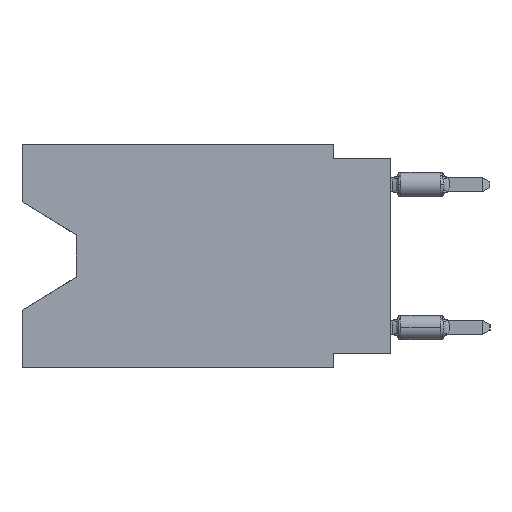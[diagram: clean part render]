
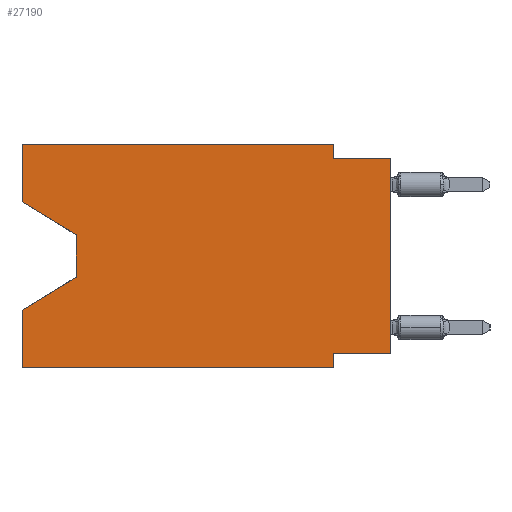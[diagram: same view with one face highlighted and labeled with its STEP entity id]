
A CAD part, left-side view. The second image highlights one B-rep face of the part: STEP entity #27190.
In plain terms, the highlighted planar face has unit normal (-1, 0, 0).
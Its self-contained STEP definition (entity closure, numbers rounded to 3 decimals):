
#122 = ORIENTED_EDGE ( 'NONE', *, *, #30232, .T. ) ;
#669 = CARTESIAN_POINT ( 'NONE',  ( 0., 0., -0.635 ) ) ;
#862 = CARTESIAN_POINT ( 'NONE',  ( 0., 2.54, -9.271 ) ) ;
#1006 = CARTESIAN_POINT ( 'NONE',  ( 0., 16.383, -2.546 ) ) ;
#1148 = VERTEX_POINT ( 'NONE', #34249 ) ;
#2175 = DIRECTION ( 'NONE',  ( 0., 0.855, -0.519 ) ) ;
#2455 = LINE ( 'NONE', #37807, #15487 ) ;
#3074 = VERTEX_POINT ( 'NONE', #9559 ) ;
#3321 = AXIS2_PLACEMENT_3D ( 'NONE', #20434, #26229, #4981 ) ;
#3329 = EDGE_CURVE ( 'NONE', #20137, #30590, #31560, .T. ) ;
#3981 = DIRECTION ( 'NONE',  ( 0., 0., -1. ) ) ;
#4098 = EDGE_CURVE ( 'NONE', #34657, #31413, #2455, .T. ) ;
#4263 = DIRECTION ( 'NONE',  ( 0., 0., 1. ) ) ;
#4981 = DIRECTION ( 'NONE',  ( 0., 0., -1. ) ) ;
#5093 = DIRECTION ( 'NONE',  ( 0., 0., 1. ) ) ;
#5124 = VECTOR ( 'NONE', #18042, 1000. ) ;
#5286 = EDGE_LOOP ( 'NONE', ( #32779, #5565, #12348, #10928, #122, #22779, #28123, #33792, #17598, #25139, #27999, #7284 ) ) ;
#5450 = CARTESIAN_POINT ( 'NONE',  ( 0., 16.383, -2.546 ) ) ;
#5565 = ORIENTED_EDGE ( 'NONE', *, *, #26350, .T. ) ;
#5641 = VERTEX_POINT ( 'NONE', #5450 ) ;
#5654 = VERTEX_POINT ( 'NONE', #11796 ) ;
#5860 = CARTESIAN_POINT ( 'NONE',  ( 0., 16.383, 0. ) ) ;
#6136 = LINE ( 'NONE', #29124, #32629 ) ;
#6578 = VERTEX_POINT ( 'NONE', #17322 ) ;
#7284 = ORIENTED_EDGE ( 'NONE', *, *, #25491, .F. ) ;
#7772 = LINE ( 'NONE', #28061, #38019 ) ;
#8308 = VECTOR ( 'NONE', #26705, 1000. ) ;
#8751 = CARTESIAN_POINT ( 'NONE',  ( 0., 0., 0. ) ) ;
#9117 = LINE ( 'NONE', #1006, #8308 ) ;
#9559 = CARTESIAN_POINT ( 'NONE',  ( 0., 2.54, 0. ) ) ;
#10262 = EDGE_CURVE ( 'NONE', #1148, #3074, #34474, .T. ) ;
#10440 = CARTESIAN_POINT ( 'NONE',  ( 0., 16.383, 0. ) ) ;
#10928 = ORIENTED_EDGE ( 'NONE', *, *, #3329, .F. ) ;
#10943 = DIRECTION ( 'NONE',  ( 0., -1., 0. ) ) ;
#11796 = CARTESIAN_POINT ( 'NONE',  ( 0., 13.97, -4.013 ) ) ;
#11983 = VECTOR ( 'NONE', #36897, 1000. ) ;
#12143 = CARTESIAN_POINT ( 'NONE',  ( 0., 0., -9.271 ) ) ;
#12348 = ORIENTED_EDGE ( 'NONE', *, *, #35163, .T. ) ;
#13698 = VECTOR ( 'NONE', #4263, 1000. ) ;
#13786 = VECTOR ( 'NONE', #3981, 1000. ) ;
#14229 = DIRECTION ( 'NONE',  ( 0., -1., 0. ) ) ;
#15487 = VECTOR ( 'NONE', #14229, 1000. ) ;
#15950 = VERTEX_POINT ( 'NONE', #12143 ) ;
#16129 = LINE ( 'NONE', #18658, #13786 ) ;
#16350 = VERTEX_POINT ( 'NONE', #24033 ) ;
#16831 = CARTESIAN_POINT ( 'NONE',  ( 0., 16.383, -7.36 ) ) ;
#17313 = LINE ( 'NONE', #31598, #31947 ) ;
#17322 = CARTESIAN_POINT ( 'NONE',  ( 0., 13.97, -5.893 ) ) ;
#17598 = ORIENTED_EDGE ( 'NONE', *, *, #4098, .F. ) ;
#18042 = DIRECTION ( 'NONE',  ( 0., 0., 1. ) ) ;
#18551 = LINE ( 'NONE', #19122, #11983 ) ;
#18658 = CARTESIAN_POINT ( 'NONE',  ( 0., 13.97, -4.013 ) ) ;
#18807 = VECTOR ( 'NONE', #5093, 1000. ) ;
#19122 = CARTESIAN_POINT ( 'NONE',  ( 0., 0., -9.271 ) ) ;
#19402 = CARTESIAN_POINT ( 'NONE',  ( 0., 16.383, 0. ) ) ;
#19427 = CARTESIAN_POINT ( 'NONE',  ( 0., 16.383, -9.906 ) ) ;
#19522 = EDGE_CURVE ( 'NONE', #15950, #31434, #18551, .T. ) ;
#19820 = DIRECTION ( 'NONE',  ( 0., 0., -1. ) ) ;
#20066 = PLANE ( 'NONE',  #3321 ) ;
#20137 = VERTEX_POINT ( 'NONE', #19427 ) ;
#20320 = EDGE_CURVE ( 'NONE', #15950, #31413, #29622, .T. ) ;
#20434 = CARTESIAN_POINT ( 'NONE',  ( 0., 16.383, 0. ) ) ;
#21854 = LINE ( 'NONE', #10440, #13698 ) ;
#22629 = EDGE_CURVE ( 'NONE', #31434, #16350, #25616, .T. ) ;
#22779 = ORIENTED_EDGE ( 'NONE', *, *, #22629, .F. ) ;
#23524 = DIRECTION ( 'NONE',  ( 0., 0., -1. ) ) ;
#24033 = CARTESIAN_POINT ( 'NONE',  ( 0., 2.54, -9.906 ) ) ;
#25139 = ORIENTED_EDGE ( 'NONE', *, *, #31577, .F. ) ;
#25461 = FACE_OUTER_BOUND ( 'NONE', #5286, .T. ) ;
#25491 = EDGE_CURVE ( 'NONE', #5641, #1148, #21854, .T. ) ;
#25616 = LINE ( 'NONE', #35086, #26865 ) ;
#26229 = DIRECTION ( 'NONE',  ( 1., 0., 0. ) ) ;
#26350 = EDGE_CURVE ( 'NONE', #5654, #6578, #16129, .T. ) ;
#26705 = DIRECTION ( 'NONE',  ( 0., -0.855, -0.519 ) ) ;
#26865 = VECTOR ( 'NONE', #19820, 1000. ) ;
#27190 = ADVANCED_FACE ( 'NONE', ( #25461 ), #20066, .F. ) ;
#27884 = EDGE_CURVE ( 'NONE', #5641, #5654, #9117, .T. ) ;
#27999 = ORIENTED_EDGE ( 'NONE', *, *, #10262, .F. ) ;
#28061 = CARTESIAN_POINT ( 'NONE',  ( 0., 13.97, -5.893 ) ) ;
#28123 = ORIENTED_EDGE ( 'NONE', *, *, #19522, .F. ) ;
#28614 = VECTOR ( 'NONE', #28654, 1000. ) ;
#28654 = DIRECTION ( 'NONE',  ( 0., -1., 0. ) ) ;
#29124 = CARTESIAN_POINT ( 'NONE',  ( 0., 2.54, 0. ) ) ;
#29622 = LINE ( 'NONE', #8751, #5124 ) ;
#30232 = EDGE_CURVE ( 'NONE', #20137, #16350, #17313, .T. ) ;
#30590 = VERTEX_POINT ( 'NONE', #16831 ) ;
#31413 = VERTEX_POINT ( 'NONE', #669 ) ;
#31434 = VERTEX_POINT ( 'NONE', #862 ) ;
#31560 = LINE ( 'NONE', #5860, #18807 ) ;
#31577 = EDGE_CURVE ( 'NONE', #3074, #34657, #6136, .T. ) ;
#31598 = CARTESIAN_POINT ( 'NONE',  ( 0., 16.383, -9.906 ) ) ;
#31947 = VECTOR ( 'NONE', #10943, 1000. ) ;
#32629 = VECTOR ( 'NONE', #23524, 1000. ) ;
#32779 = ORIENTED_EDGE ( 'NONE', *, *, #27884, .T. ) ;
#33792 = ORIENTED_EDGE ( 'NONE', *, *, #20320, .T. ) ;
#34249 = CARTESIAN_POINT ( 'NONE',  ( 0., 16.383, 0. ) ) ;
#34474 = LINE ( 'NONE', #19402, #28614 ) ;
#34657 = VERTEX_POINT ( 'NONE', #36615 ) ;
#35086 = CARTESIAN_POINT ( 'NONE',  ( 0., 2.54, -9.906 ) ) ;
#35163 = EDGE_CURVE ( 'NONE', #6578, #30590, #7772, .T. ) ;
#36615 = CARTESIAN_POINT ( 'NONE',  ( 0., 2.54, -0.635 ) ) ;
#36897 = DIRECTION ( 'NONE',  ( 0., 1., 0. ) ) ;
#37807 = CARTESIAN_POINT ( 'NONE',  ( 0., 0., -0.635 ) ) ;
#38019 = VECTOR ( 'NONE', #2175, 1000. ) ;
